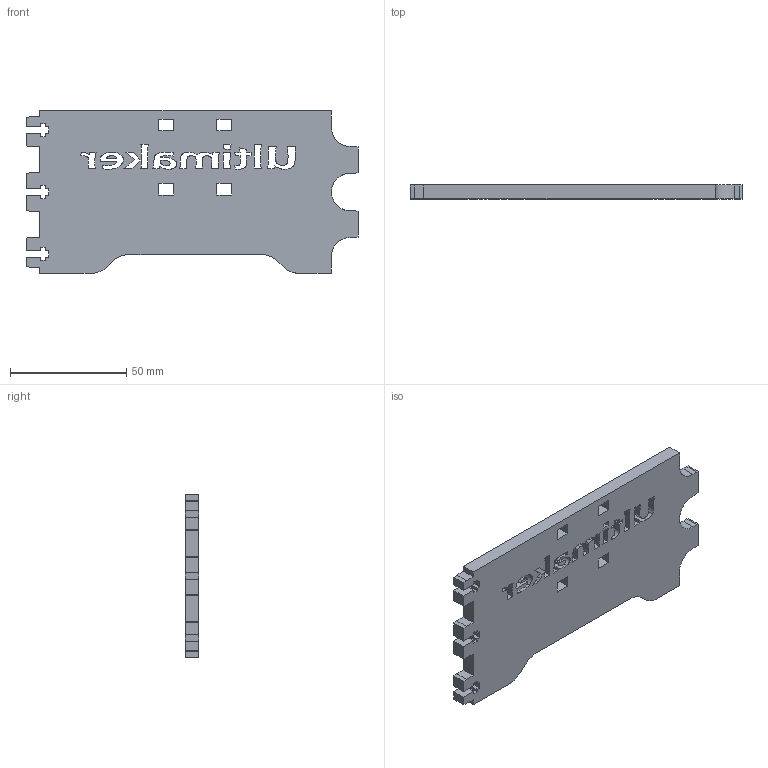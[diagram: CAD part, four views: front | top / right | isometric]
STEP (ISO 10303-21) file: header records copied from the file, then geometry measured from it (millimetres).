
FILE_DESCRIPTION (( 'STEP AP214' ), '1' );
FILE_NAME ('1101-A2P-A.STEP', '2013-05-15T14:50:10', ( '3DAssist' ), ( '' ), 'SwSTEP 2.0', 'SolidWorks 2013', '' );
FILE_SCHEMA (( 'AUTOMOTIVE_DESIGN' ));
Length unit declared in the file: millimetre
Products named in the file (1): 1101-A2P-A
Bounding box: 143 x 6 x 70 mm (x, y, z)
Volume: 48875.8 mm3; surface area: 22486.7 mm2
Topology: 3 solids, 3 shells, 351 faces, 1035 edges, 690 vertices
Faces by surface type: plane 259, bspline 85, cylinder 7
Entity records: 13190 total; most frequent: CARTESIAN_POINT 5074, ORIENTED_EDGE 2070, EDGE_CURVE 1035, DIRECTION 1016, VERTEX_POINT 690, B_SPLINE_CURVE_WITH_KNOTS 560, LINE 468, VECTOR 468
